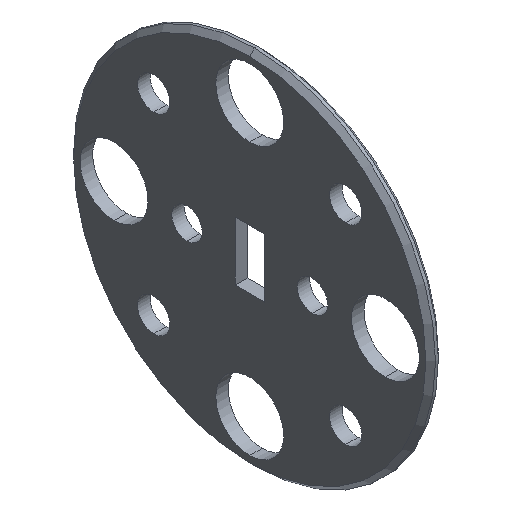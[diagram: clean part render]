
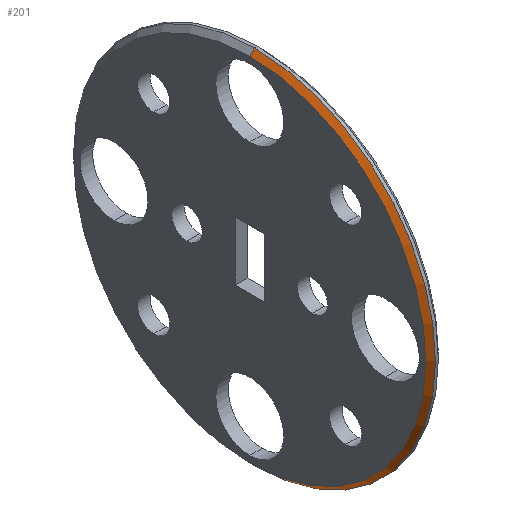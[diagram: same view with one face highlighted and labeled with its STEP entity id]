
A CAD part, isometric view. The second image highlights one B-rep face of the part: STEP entity #201.
In plain terms, the highlighted conical face has half-angle 45 degrees and reference radius 9.525 mm.
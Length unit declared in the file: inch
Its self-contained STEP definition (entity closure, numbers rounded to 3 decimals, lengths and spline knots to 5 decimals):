
#19 = EDGE_CURVE ( 'NONE', #973, #36, #1053, .T. ) ;
#36 = VERTEX_POINT ( 'NONE', #754 ) ;
#71 = DIRECTION ( 'NONE',  ( 0., 0., 1. ) ) ;
#112 = ORIENTED_EDGE ( 'NONE', *, *, #813, .F. ) ;
#133 = CIRCLE ( 'NONE', #688, 0.365 ) ;
#135 = FACE_OUTER_BOUND ( 'NONE', #528, .T. ) ;
#185 = CARTESIAN_POINT ( 'NONE',  ( 0., 0., -0.365 ) ) ;
#201 = ADVANCED_FACE ( 'NONE', ( #135 ), #1126, .T. ) ;
#348 = DIRECTION ( 'NONE',  ( 1., 0., 0. ) ) ;
#356 = DIRECTION ( 'NONE',  ( 1., 0., 0. ) ) ;
#363 = VERTEX_POINT ( 'NONE', #899 ) ;
#372 = DIRECTION ( 'NONE',  ( 0., 0., -1. ) ) ;
#440 = CARTESIAN_POINT ( 'NONE',  ( 0.01, 0., -0.375 ) ) ;
#453 = EDGE_CURVE ( 'NONE', #805, #363, #133, .T. ) ;
#455 = LINE ( 'NONE', #440, #962 ) ;
#460 = ORIENTED_EDGE ( 'NONE', *, *, #19, .F. ) ;
#504 = CARTESIAN_POINT ( 'NONE',  ( 0.01, 0., 0. ) ) ;
#528 = EDGE_LOOP ( 'NONE', ( #112, #638, #865, #460 ) ) ;
#547 = CARTESIAN_POINT ( 'NONE',  ( 0.01, 0., 0.375 ) ) ;
#638 = ORIENTED_EDGE ( 'NONE', *, *, #453, .F. ) ;
#688 = AXIS2_PLACEMENT_3D ( 'NONE', #1000, #1006, #915 ) ;
#746 = EDGE_CURVE ( 'NONE', #805, #36, #455, .T. ) ;
#754 = CARTESIAN_POINT ( 'NONE',  ( 0.01, 0., -0.375 ) ) ;
#805 = VERTEX_POINT ( 'NONE', #185 ) ;
#813 = EDGE_CURVE ( 'NONE', #363, #973, #1152, .T. ) ;
#865 = ORIENTED_EDGE ( 'NONE', *, *, #746, .T. ) ;
#899 = CARTESIAN_POINT ( 'NONE',  ( 0., 0., 0.365 ) ) ;
#915 = DIRECTION ( 'NONE',  ( 0., 0., 1. ) ) ;
#961 = CARTESIAN_POINT ( 'NONE',  ( 0.01, 0., 0.375 ) ) ;
#962 = VECTOR ( 'NONE', #1142, 39.37008 ) ;
#973 = VERTEX_POINT ( 'NONE', #547 ) ;
#1000 = CARTESIAN_POINT ( 'NONE',  ( 0., 0., 0. ) ) ;
#1006 = DIRECTION ( 'NONE',  ( -1., 0., 0. ) ) ;
#1053 = CIRCLE ( 'NONE', #1106, 0.375 ) ;
#1106 = AXIS2_PLACEMENT_3D ( 'NONE', #504, #348, #71 ) ;
#1126 = CONICAL_SURFACE ( 'NONE', #1148, 0.375, 0.785 ) ;
#1135 = DIRECTION ( 'NONE',  ( 0.707, 0., 0.707 ) ) ;
#1139 = VECTOR ( 'NONE', #1135, 39.37008 ) ;
#1142 = DIRECTION ( 'NONE',  ( 0.707, 0., -0.707 ) ) ;
#1147 = CARTESIAN_POINT ( 'NONE',  ( 0.01, 0., 0. ) ) ;
#1148 = AXIS2_PLACEMENT_3D ( 'NONE', #1147, #356, #372 ) ;
#1152 = LINE ( 'NONE', #961, #1139 ) ;
